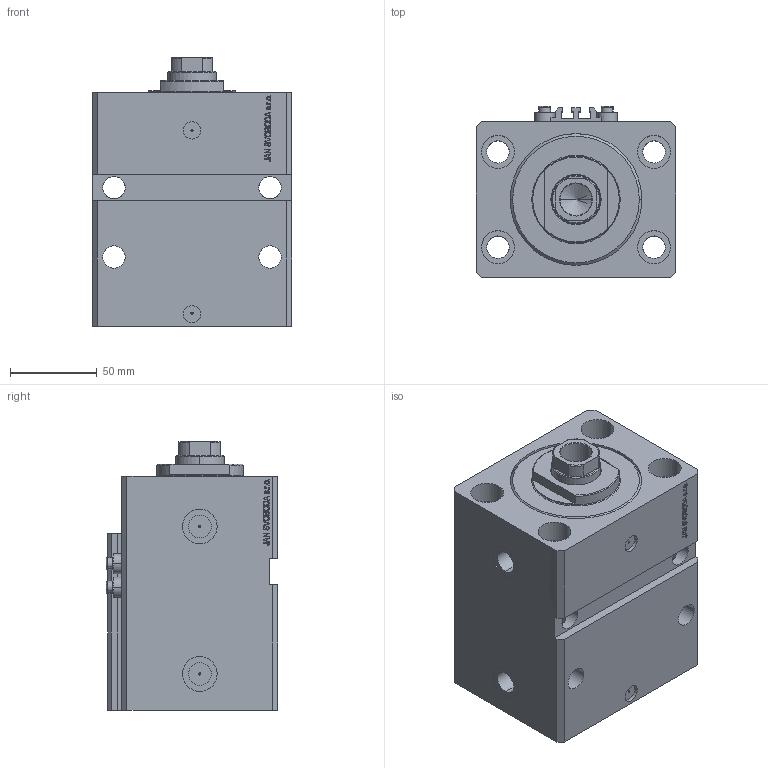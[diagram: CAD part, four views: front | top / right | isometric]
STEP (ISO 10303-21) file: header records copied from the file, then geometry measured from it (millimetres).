
FILE_DESCRIPTION (( 'STEP AP203' ), '1' );
FILE_NAME ('675a.STEP', '2023-10-07T19:51:04', ( '' ), ( '' ), 'SwSTEP 2.0', 'SolidWorks 2019', '' );
FILE_SCHEMA (( 'CONFIG_CONTROL_DESIGN' ));
Length unit declared in the file: millimetre
Products named in the file (5): V250CE_E_Body 334c616b2a3205a2150137be87aed432; ALLEN BOLT V250CE 334c616b2a3205a2150137be87aed432; V250CE_C_VCP 334c616b2a3205a2150137be87aed432; V250CE_VC_E 334c616b2a3205a2150137be87aed432; 675a
Assembly tree (7 placements, depth 2):
  675a
    V250CE_E_Body 334c616b2a3205a2150137be87aed432
    ALLEN BOLT V250CE 334c616b2a3205a2150137be87aed432  x4
    V250CE_C_VCP 334c616b2a3205a2150137be87aed432
    V250CE_VC_E 334c616b2a3205a2150137be87aed432
Bounding box: 115 x 99 x 155 mm (x, y, z)
Volume: 1155677.2 mm3; surface area: 187839.9 mm2
Topology: 8 solids, 8 shells, 1143 faces, 2860 edges, 1847 vertices
Faces by surface type: plane 547, bspline 368, cylinder 158, cone 56, torus 14
Entity records: 49722 total; most frequent: CARTESIAN_POINT 25835, ORIENTED_EDGE 5410, DIRECTION 3571, EDGE_CURVE 2705, VERTEX_POINT 1763, VECTOR 1645, LINE 1645, EDGE_LOOP 1216
